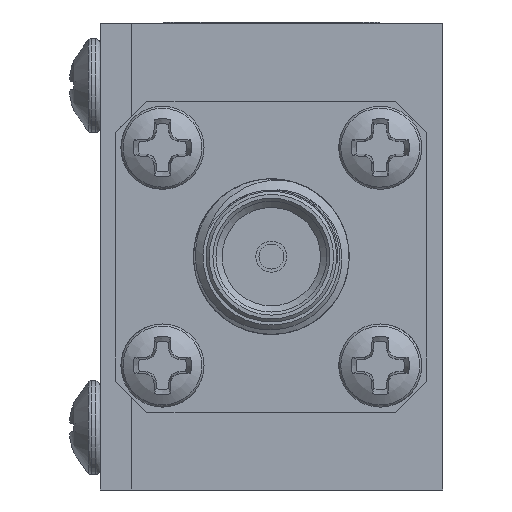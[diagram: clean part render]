
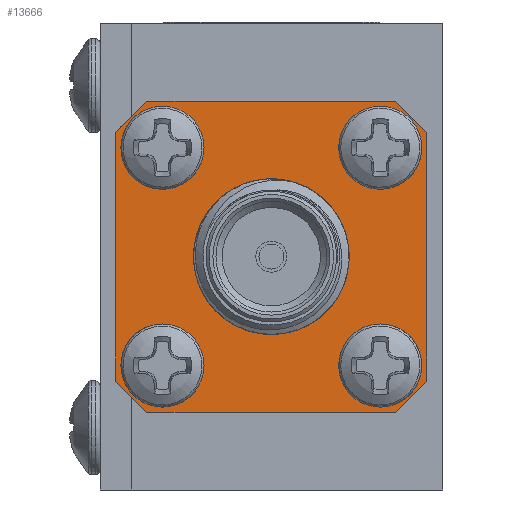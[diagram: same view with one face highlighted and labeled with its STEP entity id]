
A CAD part, left-side view. The second image highlights one B-rep face of the part: STEP entity #13666.
In plain terms, the highlighted planar face has unit normal (-1, 0, 0).
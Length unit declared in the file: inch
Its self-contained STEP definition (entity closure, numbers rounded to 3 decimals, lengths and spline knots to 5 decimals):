
#313 = LINE ( 'NONE', #10972, #1448 ) ;
#762 = ORIENTED_EDGE ( 'NONE', *, *, #5017, .T. ) ;
#1043 = AXIS2_PLACEMENT_3D ( 'NONE', #31863, #8412, #14049 ) ;
#1066 = CARTESIAN_POINT ( 'NONE',  ( -0.62, -0.25, -0.25 ) ) ;
#1271 = EDGE_CURVE ( 'NONE', #24208, #13058, #13379, .T. ) ;
#1448 = VECTOR ( 'NONE', #29428, 39.37008 ) ;
#1802 = CARTESIAN_POINT ( 'NONE',  ( -0.62, 0.2, 0.25 ) ) ;
#2138 = LINE ( 'NONE', #28021, #2660 ) ;
#2490 = EDGE_LOOP ( 'NONE', ( #23847 ) ) ;
#2660 = VECTOR ( 'NONE', #30907, 39.37008 ) ;
#2904 = EDGE_CURVE ( 'NONE', #9430, #28190, #313, .T. ) ;
#3224 = CIRCLE ( 'NONE', #1043, 0.05773 ) ;
#3310 = ORIENTED_EDGE ( 'NONE', *, *, #21455, .T. ) ;
#3330 = DIRECTION ( 'NONE',  ( 0., 1., 0. ) ) ;
#3753 = ORIENTED_EDGE ( 'NONE', *, *, #5141, .T. ) ;
#3862 = CARTESIAN_POINT ( 'NONE',  ( -0.62, -0.2, 0.25 ) ) ;
#4317 = ORIENTED_EDGE ( 'NONE', *, *, #24169, .T. ) ;
#5017 = EDGE_CURVE ( 'NONE', #23902, #24647, #24206, .T. ) ;
#5133 = CARTESIAN_POINT ( 'NONE',  ( -0.62, 0.175, 0.175 ) ) ;
#5141 = EDGE_CURVE ( 'NONE', #30084, #23902, #25048, .T. ) ;
#6856 = CARTESIAN_POINT ( 'NONE',  ( -0.62, 0., -0.11 ) ) ;
#7013 = CARTESIAN_POINT ( 'NONE',  ( -0.62, -0.175, -0.175 ) ) ;
#8157 = CARTESIAN_POINT ( 'NONE',  ( -0.62, 0.25, 0.2 ) ) ;
#8412 = DIRECTION ( 'NONE',  ( -1., 0., 0. ) ) ;
#8957 = FACE_BOUND ( 'NONE', #2490, .T. ) ;
#9279 = EDGE_CURVE ( 'NONE', #33483, #33483, #17162, .T. ) ;
#9299 = FACE_BOUND ( 'NONE', #12972, .T. ) ;
#9430 = VERTEX_POINT ( 'NONE', #18954 ) ;
#9770 = DIRECTION ( 'NONE',  ( 0., 1., 0. ) ) ;
#9828 = LINE ( 'NONE', #20073, #30090 ) ;
#9890 = EDGE_CURVE ( 'NONE', #24647, #19640, #20649, .T. ) ;
#10050 = CARTESIAN_POINT ( 'NONE',  ( -0.62, -0.11727, -0.175 ) ) ;
#10072 = AXIS2_PLACEMENT_3D ( 'NONE', #7013, #31124, #9770 ) ;
#10116 = CARTESIAN_POINT ( 'NONE',  ( -0.62, 0.11727, -0.175 ) ) ;
#10613 = VERTEX_POINT ( 'NONE', #10116 ) ;
#10777 = ORIENTED_EDGE ( 'NONE', *, *, #31394, .T. ) ;
#10972 = CARTESIAN_POINT ( 'NONE',  ( -0.62, 0.2, -0.25 ) ) ;
#11302 = ORIENTED_EDGE ( 'NONE', *, *, #9890, .T. ) ;
#12037 = FACE_BOUND ( 'NONE', #28374, .T. ) ;
#12209 = CARTESIAN_POINT ( 'NONE',  ( -0.62, 0., 0. ) ) ;
#12702 = AXIS2_PLACEMENT_3D ( 'NONE', #12209, #30330, #32560 ) ;
#12929 = VECTOR ( 'NONE', #20888, 39.37008 ) ;
#12972 = EDGE_LOOP ( 'NONE', ( #15288 ) ) ;
#13058 = VERTEX_POINT ( 'NONE', #8157 ) ;
#13379 = LINE ( 'NONE', #23801, #12929 ) ;
#13666 = ADVANCED_FACE ( 'NONE', ( #24854, #12037, #8957, #32403, #32733, #9299 ), #22108, .F. ) ;
#13729 = DIRECTION ( 'NONE',  ( 0., 1., 0. ) ) ;
#14049 = DIRECTION ( 'NONE',  ( 0., -1., 0. ) ) ;
#14113 = EDGE_CURVE ( 'NONE', #28017, #28017, #28361, .T. ) ;
#14172 = AXIS2_PLACEMENT_3D ( 'NONE', #27856, #31258, #25776 ) ;
#14331 = CARTESIAN_POINT ( 'NONE',  ( -0.62, -0.25, -0.2 ) ) ;
#14334 = EDGE_LOOP ( 'NONE', ( #32078, #3753, #762, #11302, #10777, #26358, #4317, #15366 ) ) ;
#14805 = CARTESIAN_POINT ( 'NONE',  ( -0.62, -0.25, 0.2 ) ) ;
#14854 = VECTOR ( 'NONE', #3330, 39.37008 ) ;
#15112 = DIRECTION ( 'NONE',  ( 0., -1., 0. ) ) ;
#15282 = CIRCLE ( 'NONE', #14172, 0.11 ) ;
#15288 = ORIENTED_EDGE ( 'NONE', *, *, #25207, .F. ) ;
#15366 = ORIENTED_EDGE ( 'NONE', *, *, #2904, .T. ) ;
#15837 = CIRCLE ( 'NONE', #18559, 0.05773 ) ;
#16782 = CARTESIAN_POINT ( 'NONE',  ( -0.62, -0.175, 0.175 ) ) ;
#17162 = CIRCLE ( 'NONE', #10072, 0.05773 ) ;
#17276 = ORIENTED_EDGE ( 'NONE', *, *, #14113, .T. ) ;
#17389 = CARTESIAN_POINT ( 'NONE',  ( -0.62, 0.11727, 0.175 ) ) ;
#17805 = VERTEX_POINT ( 'NONE', #6856 ) ;
#18331 = DIRECTION ( 'NONE',  ( 0., -1., 0. ) ) ;
#18559 = AXIS2_PLACEMENT_3D ( 'NONE', #16782, #26887, #13729 ) ;
#18954 = CARTESIAN_POINT ( 'NONE',  ( -0.62, 0.25, -0.2 ) ) ;
#19640 = VERTEX_POINT ( 'NONE', #3862 ) ;
#19980 = CARTESIAN_POINT ( 'NONE',  ( -0.62, -0.2, 0.25 ) ) ;
#20073 = CARTESIAN_POINT ( 'NONE',  ( -0.62, -0.25, -0.25 ) ) ;
#20492 = DIRECTION ( 'NONE',  ( 0., 0.707, 0.707 ) ) ;
#20649 = LINE ( 'NONE', #19980, #27575 ) ;
#20785 = CARTESIAN_POINT ( 'NONE',  ( -0.62, 0.2, -0.25 ) ) ;
#20888 = DIRECTION ( 'NONE',  ( 0., 0.707, -0.707 ) ) ;
#20890 = DIRECTION ( 'NONE',  ( 1., 0., 0. ) ) ;
#21455 = EDGE_CURVE ( 'NONE', #17805, #17805, #15282, .T. ) ;
#21482 = CARTESIAN_POINT ( 'NONE',  ( -0.62, -0.25, 0.25 ) ) ;
#21971 = DIRECTION ( 'NONE',  ( 0., 0., 1. ) ) ;
#22108 = PLANE ( 'NONE',  #12702 ) ;
#22313 = CARTESIAN_POINT ( 'NONE',  ( -0.62, -0.25, -0.2 ) ) ;
#23801 = CARTESIAN_POINT ( 'NONE',  ( -0.62, 0.25, 0.2 ) ) ;
#23847 = ORIENTED_EDGE ( 'NONE', *, *, #9279, .T. ) ;
#23902 = VERTEX_POINT ( 'NONE', #14331 ) ;
#24077 = EDGE_LOOP ( 'NONE', ( #17276 ) ) ;
#24169 = EDGE_CURVE ( 'NONE', #13058, #9430, #2138, .T. ) ;
#24206 = LINE ( 'NONE', #1066, #24336 ) ;
#24208 = VERTEX_POINT ( 'NONE', #1802 ) ;
#24336 = VECTOR ( 'NONE', #21971, 39.37008 ) ;
#24647 = VERTEX_POINT ( 'NONE', #14805 ) ;
#24854 = FACE_OUTER_BOUND ( 'NONE', #14334, .T. ) ;
#25048 = LINE ( 'NONE', #22313, #28721 ) ;
#25207 = EDGE_CURVE ( 'NONE', #10613, #10613, #3224, .T. ) ;
#25342 = EDGE_CURVE ( 'NONE', #28747, #28747, #15837, .T. ) ;
#25776 = DIRECTION ( 'NONE',  ( 0., 0., -1. ) ) ;
#26332 = CARTESIAN_POINT ( 'NONE',  ( -0.62, -0.11727, 0.175 ) ) ;
#26358 = ORIENTED_EDGE ( 'NONE', *, *, #1271, .T. ) ;
#26375 = ORIENTED_EDGE ( 'NONE', *, *, #25342, .F. ) ;
#26887 = DIRECTION ( 'NONE',  ( -1., 0., 0. ) ) ;
#27063 = EDGE_CURVE ( 'NONE', #28190, #30084, #9828, .T. ) ;
#27575 = VECTOR ( 'NONE', #20492, 39.37008 ) ;
#27856 = CARTESIAN_POINT ( 'NONE',  ( -0.62, 0., 0. ) ) ;
#28017 = VERTEX_POINT ( 'NONE', #17389 ) ;
#28021 = CARTESIAN_POINT ( 'NONE',  ( -0.62, 0.25, -0.25 ) ) ;
#28190 = VERTEX_POINT ( 'NONE', #20785 ) ;
#28361 = CIRCLE ( 'NONE', #33808, 0.05773 ) ;
#28374 = EDGE_LOOP ( 'NONE', ( #3310 ) ) ;
#28721 = VECTOR ( 'NONE', #32766, 39.37008 ) ;
#28747 = VERTEX_POINT ( 'NONE', #26332 ) ;
#29307 = EDGE_LOOP ( 'NONE', ( #26375 ) ) ;
#29428 = DIRECTION ( 'NONE',  ( 0., -0.707, -0.707 ) ) ;
#30034 = CARTESIAN_POINT ( 'NONE',  ( -0.62, -0.2, -0.25 ) ) ;
#30084 = VERTEX_POINT ( 'NONE', #30034 ) ;
#30090 = VECTOR ( 'NONE', #15112, 39.37008 ) ;
#30330 = DIRECTION ( 'NONE',  ( 1., 0., 0. ) ) ;
#30907 = DIRECTION ( 'NONE',  ( 0., 0., -1. ) ) ;
#31124 = DIRECTION ( 'NONE',  ( 1., 0., 0. ) ) ;
#31258 = DIRECTION ( 'NONE',  ( 1., 0., 0. ) ) ;
#31394 = EDGE_CURVE ( 'NONE', #19640, #24208, #31773, .T. ) ;
#31773 = LINE ( 'NONE', #21482, #14854 ) ;
#31863 = CARTESIAN_POINT ( 'NONE',  ( -0.62, 0.175, -0.175 ) ) ;
#32078 = ORIENTED_EDGE ( 'NONE', *, *, #27063, .T. ) ;
#32403 = FACE_BOUND ( 'NONE', #29307, .T. ) ;
#32560 = DIRECTION ( 'NONE',  ( 0., 1., 0. ) ) ;
#32733 = FACE_BOUND ( 'NONE', #24077, .T. ) ;
#32766 = DIRECTION ( 'NONE',  ( 0., -0.707, 0.707 ) ) ;
#33483 = VERTEX_POINT ( 'NONE', #10050 ) ;
#33808 = AXIS2_PLACEMENT_3D ( 'NONE', #5133, #20890, #18331 ) ;
